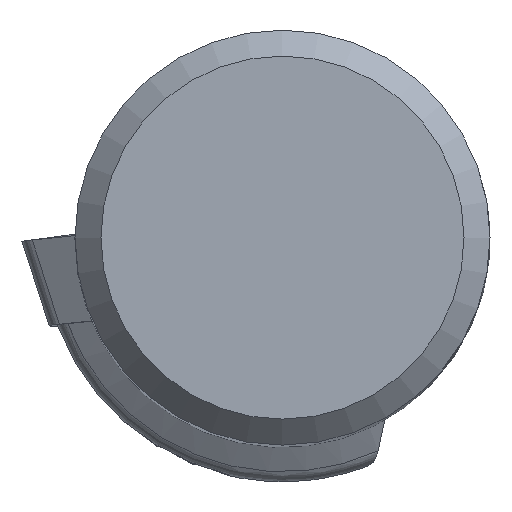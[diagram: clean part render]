
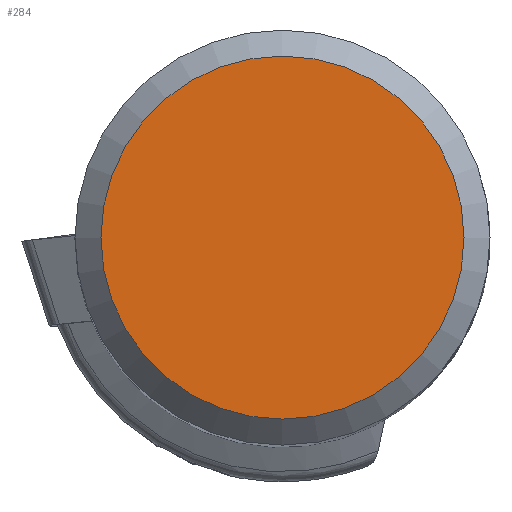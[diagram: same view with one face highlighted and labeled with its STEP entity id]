
A CAD part, top view. The second image highlights one B-rep face of the part: STEP entity #284.
In plain terms, the highlighted planar face has unit normal (0, 0, 1).
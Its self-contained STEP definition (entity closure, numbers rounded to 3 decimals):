
#209=FACE_OUTER_BOUND('',#494,.T.);
#284=ADVANCED_FACE('',(#209),#367,.F.);
#367=PLANE('',#1721);
#407=CIRCLE('',#1720,6.997);
#494=EDGE_LOOP('',(#768));
#768=ORIENTED_EDGE('',*,*,#1331,.F.);
#1171=VERTEX_POINT('',#2508);
#1331=EDGE_CURVE('',#1171,#1171,#407,.T.);
#1720=AXIS2_PLACEMENT_3D('',#2507,#1918,#1919);
#1721=AXIS2_PLACEMENT_3D('',#2509,#1920,#1921);
#1918=DIRECTION('',(0.,0.,-1.));
#1919=DIRECTION('',(-1.,0.,0.));
#1920=DIRECTION('',(0.,0.,-1.));
#1921=DIRECTION('',(-1.,0.,0.));
#2507=CARTESIAN_POINT('',(0.,0.,
0.));
#2508=CARTESIAN_POINT('',(-6.997,0.,0.));
#2509=CARTESIAN_POINT('',(0.,0.,
0.));
